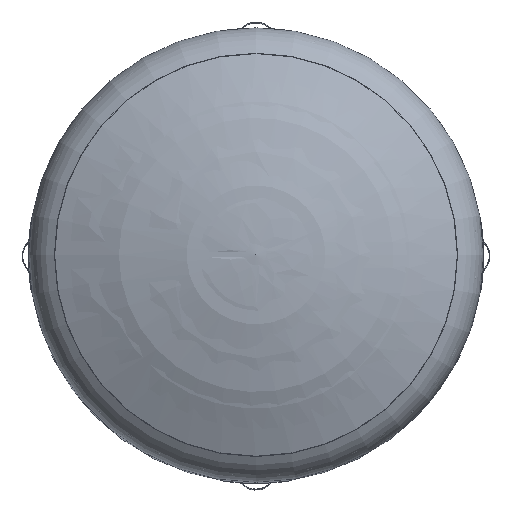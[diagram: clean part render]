
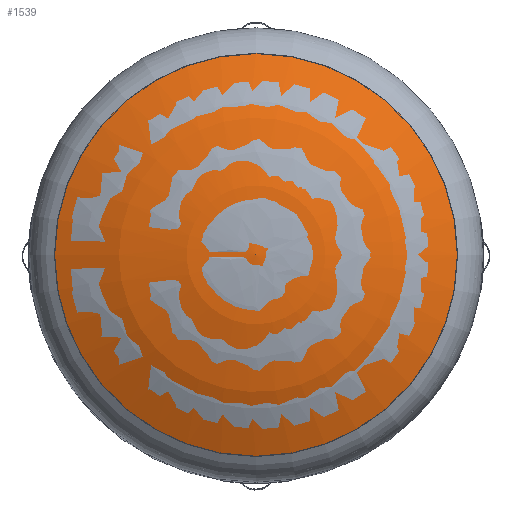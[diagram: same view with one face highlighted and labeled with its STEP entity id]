
A CAD part, top view. The second image highlights one B-rep face of the part: STEP entity #1539.
In plain terms, the highlighted spherical face has radius 2808.34 mm.
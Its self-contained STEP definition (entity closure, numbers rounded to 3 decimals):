
#1516=CARTESIAN_POINT('',(15000.,1246.165,1032.16));
#1517=VERTEX_POINT('',#1516);
#1518=CARTESIAN_POINT('',(15000.,0.,1032.16));
#1519=DIRECTION('',(0.0,0.0,1.0));
#1520=DIRECTION('',(0.0,1.0,0.0));
#1521=AXIS2_PLACEMENT_3D('',#1518,#1519,#1520);
#1522=CIRCLE('',#1521,1246.165);
#1523=EDGE_CURVE('',#1517,#1517,#1522,.T.);
#1531=CARTESIAN_POINT('',(15000.,0.,-1484.555));
#1532=DIRECTION('',(0.0,0.0,1.0));
#1533=DIRECTION('',(1.0,0.0,0.0));
#1534=AXIS2_PLACEMENT_3D('',#1531,#1532,#1533);
#1535=SPHERICAL_SURFACE('',#1534,2808.341);
#1536=ORIENTED_EDGE('',*,*,#1523,.T.);
#1537=EDGE_LOOP('',(#1536));
#1538=FACE_OUTER_BOUND('',#1537,.T.);
#1539=ADVANCED_FACE('',(#1538),#1535,.T.);
